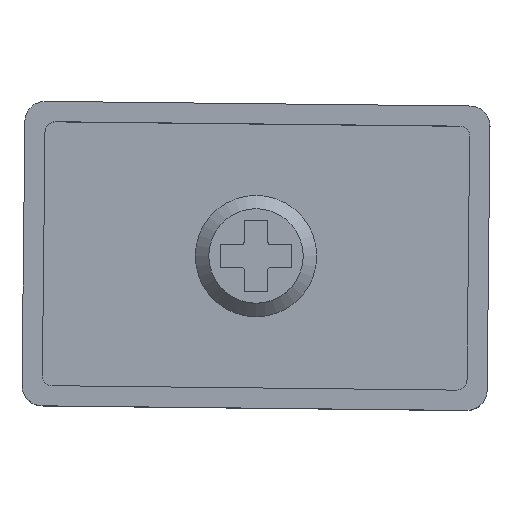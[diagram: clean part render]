
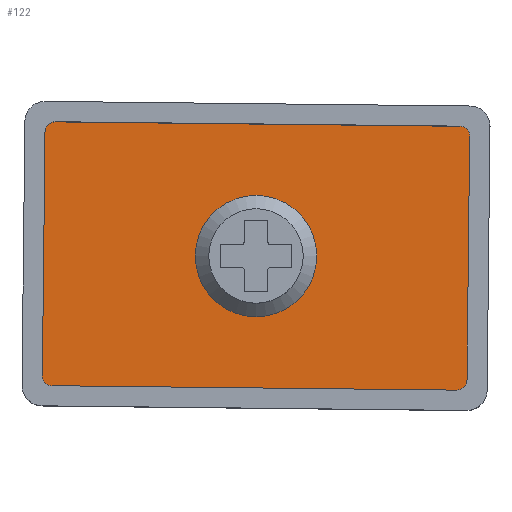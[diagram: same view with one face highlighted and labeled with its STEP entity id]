
A CAD part, top view. The second image highlights one B-rep face of the part: STEP entity #122.
In plain terms, the highlighted planar face has unit normal (0, 0, 1).
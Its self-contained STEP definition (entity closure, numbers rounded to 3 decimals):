
#27=CARTESIAN_POINT('',(0.,140.,1.2));
#28=DIRECTION('',(0.,0.,1.));
#29=DIRECTION('',(-0.011,-1.,0.));
#30=AXIS2_PLACEMENT_3D('',#27,#28,#29);
#31=PLANE('',#30);
#32=CARTESIAN_POINT('',(3.6,140.,1.2));
#33=VERTEX_POINT('',#32);
#34=CARTESIAN_POINT('',(-3.6,140.,1.2));
#35=VERTEX_POINT('',#34);
#36=CARTESIAN_POINT('',(0.,140.,1.2));
#37=DIRECTION('',(-0.,-0.,-1.));
#38=DIRECTION('',(1.,0.,-0.));
#39=AXIS2_PLACEMENT_3D('',#36,#37,#38);
#40=CIRCLE('',#39,3.6);
#41=EDGE_CURVE('',#33,#35,#40,.T.);
#42=ORIENTED_EDGE('',*,*,#41,.T.);
#43=CARTESIAN_POINT('',(0.,140.,1.2));
#44=DIRECTION('',(-0.,-0.,-1.));
#45=DIRECTION('',(1.,0.,-0.));
#46=AXIS2_PLACEMENT_3D('',#43,#44,#45);
#47=CIRCLE('',#46,3.6);
#48=EDGE_CURVE('',#35,#33,#47,.T.);
#49=ORIENTED_EDGE('',*,*,#48,.T.);
#50=EDGE_LOOP('',(#42,#49));
#51=FACE_BOUND('',#50,.T.);
#52=CARTESIAN_POINT('',(12.072,147.694,1.2));
#53=VERTEX_POINT('',#52);
#54=CARTESIAN_POINT('',(-11.901,147.955,1.2));
#55=VERTEX_POINT('',#54);
#56=CARTESIAN_POINT('',(12.072,147.694,1.2));
#57=DIRECTION('',(-1.,0.011,-0.));
#58=VECTOR('',#57,23.975);
#59=LINE('',#56,#58);
#60=EDGE_CURVE('',#53,#55,#59,.T.);
#61=ORIENTED_EDGE('',*,*,#60,.T.);
#62=CARTESIAN_POINT('',(-12.508,147.362,1.2));
#63=VERTEX_POINT('',#62);
#64=CARTESIAN_POINT('',(-11.908,147.355,1.2));
#65=DIRECTION('',(0.,0.,1.));
#66=DIRECTION('',(1.,-0.011,0.));
#67=AXIS2_PLACEMENT_3D('',#64,#65,#66);
#68=CIRCLE('',#67,0.6);
#69=EDGE_CURVE('',#55,#63,#68,.T.);
#70=ORIENTED_EDGE('',*,*,#69,.T.);
#71=CARTESIAN_POINT('',(-12.666,132.913,1.2));
#72=VERTEX_POINT('',#71);
#73=CARTESIAN_POINT('',(-12.666,132.913,1.2));
#74=DIRECTION('',(0.011,1.,0.));
#75=VECTOR('',#74,14.45);
#76=LINE('',#73,#75);
#77=EDGE_CURVE('',#72,#63,#76,.T.);
#78=ORIENTED_EDGE('',*,*,#77,.F.);
#79=CARTESIAN_POINT('',(-12.072,132.306,1.2));
#80=VERTEX_POINT('',#79);
#81=CARTESIAN_POINT('',(-12.066,132.906,1.2));
#82=DIRECTION('',(0.,0.,1.));
#83=DIRECTION('',(1.,-0.011,0.));
#84=AXIS2_PLACEMENT_3D('',#81,#82,#83);
#85=CIRCLE('',#84,0.6);
#86=EDGE_CURVE('',#72,#80,#85,.T.);
#87=ORIENTED_EDGE('',*,*,#86,.T.);
#88=CARTESIAN_POINT('',(11.901,132.045,1.2));
#89=VERTEX_POINT('',#88);
#90=CARTESIAN_POINT('',(11.901,132.045,1.2));
#91=DIRECTION('',(-1.,0.011,-0.));
#92=VECTOR('',#91,23.975);
#93=LINE('',#90,#92);
#94=EDGE_CURVE('',#89,#80,#93,.T.);
#95=ORIENTED_EDGE('',*,*,#94,.F.);
#96=CARTESIAN_POINT('',(12.508,132.638,1.2));
#97=VERTEX_POINT('',#96);
#98=CARTESIAN_POINT('',(11.908,132.645,1.2));
#99=DIRECTION('',(0.,0.,1.));
#100=DIRECTION('',(1.,-0.011,0.));
#101=AXIS2_PLACEMENT_3D('',#98,#99,#100);
#102=CIRCLE('',#101,0.6);
#103=EDGE_CURVE('',#89,#97,#102,.T.);
#104=ORIENTED_EDGE('',*,*,#103,.T.);
#105=CARTESIAN_POINT('',(12.666,147.087,1.2));
#106=VERTEX_POINT('',#105);
#107=CARTESIAN_POINT('',(12.508,132.638,1.2));
#108=DIRECTION('',(0.011,1.,-0.));
#109=VECTOR('',#108,14.45);
#110=LINE('',#107,#109);
#111=EDGE_CURVE('',#97,#106,#110,.T.);
#112=ORIENTED_EDGE('',*,*,#111,.T.);
#113=CARTESIAN_POINT('',(12.066,147.094,1.2));
#114=DIRECTION('',(0.,0.,1.));
#115=DIRECTION('',(1.,-0.011,0.));
#116=AXIS2_PLACEMENT_3D('',#113,#114,#115);
#117=CIRCLE('',#116,0.6);
#118=EDGE_CURVE('',#106,#53,#117,.T.);
#119=ORIENTED_EDGE('',*,*,#118,.T.);
#120=EDGE_LOOP('',(#61,#70,#78,#87,#95,#104,#112,#119));
#121=FACE_BOUND('',#120,.T.);
#122=ADVANCED_FACE('',(#51,#121),#31,.T.);
